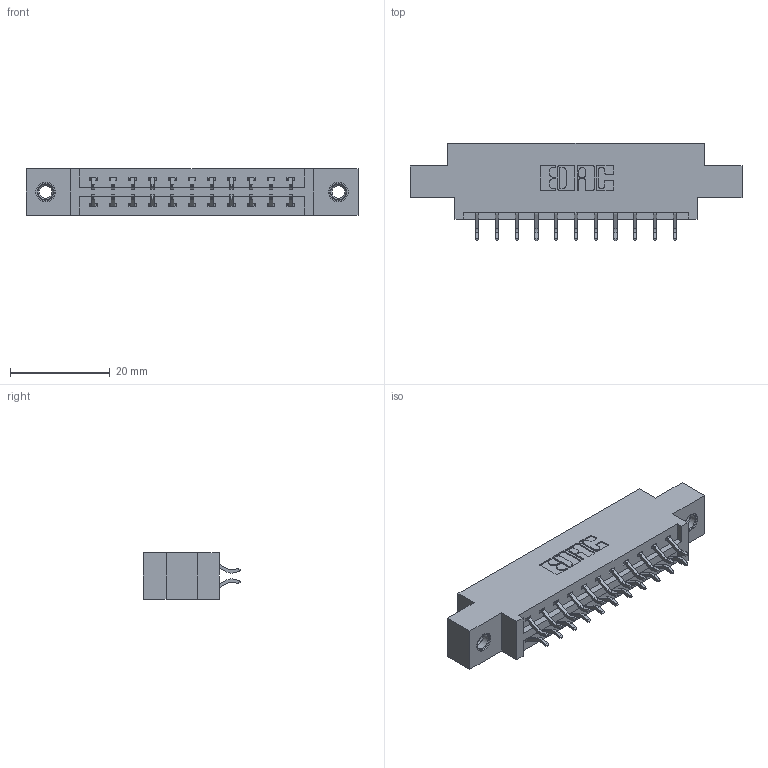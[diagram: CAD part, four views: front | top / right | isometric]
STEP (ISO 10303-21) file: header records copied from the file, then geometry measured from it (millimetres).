
FILE_DESCRIPTION (( 'STEP AP203' ), '1' );
FILE_NAME ('387-022-556-807.STEP', '2018-09-14T06:07:34', ( '' ), ( '' ), 'SwSTEP 2.0', 'SolidWorks 2016', '' );
FILE_SCHEMA (( 'CONFIG_CONTROL_DESIGN' ));
Length unit declared in the file: inch
Products named in the file (4): 337 Part_0.170 Offset - 0.156 Dia-TI; 345-292-001_556 Tail; 345-250-001_345-250-005-103; 387-022-556-807
Assembly tree (25 placements, depth 2):
  387-022-556-807
    337 Part_0.170 Offset - 0.156 Dia-TI
    345-292-001_556 Tail  x22
    345-250-001_345-250-005-103  x2
Bounding box: 66.6 x 19.57 x 9.4 mm (x, y, z)
Volume: 6474.2 mm3; surface area: 7138.5 mm2
Topology: 25 solids, 25 shells, 1498 faces, 4397 edges, 2894 vertices
Faces by surface type: plane 1030, cylinder 452, cone 12, torus 4
Entity records: 14076 total; most frequent: CARTESIAN_POINT 2393, ORIENTED_EDGE 2310, DIRECTION 2113, EDGE_CURVE 1155, VECTOR 999, LINE 999, VERTEX_POINT 764, AXIS2_PLACEMENT_3D 557
